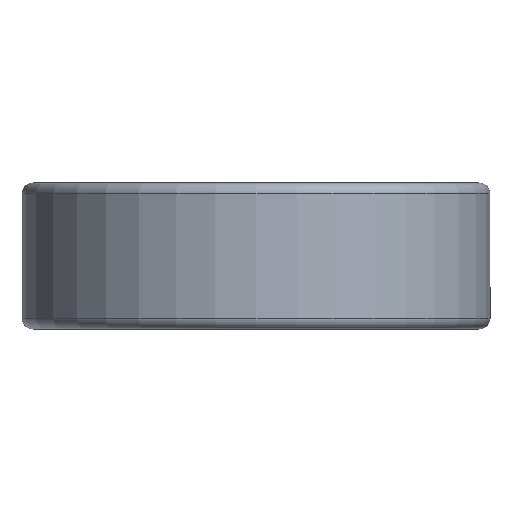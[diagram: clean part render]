
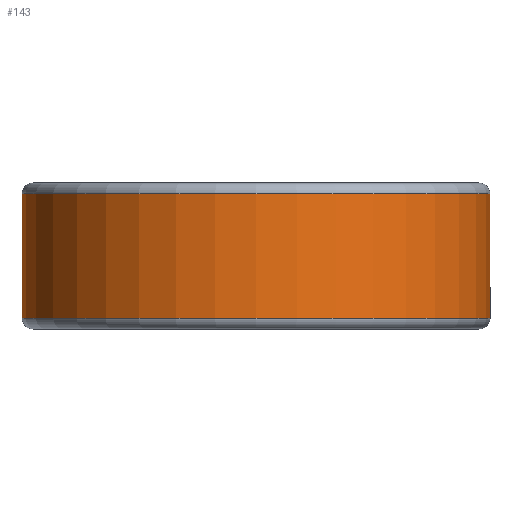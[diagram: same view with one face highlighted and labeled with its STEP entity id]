
A CAD part, front view. The second image highlights one B-rep face of the part: STEP entity #143.
In plain terms, the highlighted cylindrical face has radius 6.35 mm (diameter 12.7 mm), a partial arc.
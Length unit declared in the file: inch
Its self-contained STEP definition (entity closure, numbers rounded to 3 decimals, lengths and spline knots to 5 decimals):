
#143 = ADVANCED_FACE ( 'NONE', ( #8411 ), #460, .T. ) ;
#382 = AXIS2_PLACEMENT_3D ( 'NONE', #3398, #3492, #1916 ) ;
#460 = CYLINDRICAL_SURFACE ( 'NONE', #5177, 0.25 ) ;
#955 = CARTESIAN_POINT ( 'NONE',  ( -0.25, 0., -0.06632 ) ) ;
#1632 = ORIENTED_EDGE ( 'NONE', *, *, #17984, .T. ) ;
#1916 = DIRECTION ( 'NONE',  ( 1., 0., 0. ) ) ;
#2076 = CARTESIAN_POINT ( 'NONE',  ( -0.25, 0., 0.07812 ) ) ;
#2122 = VERTEX_POINT ( 'NONE', #19035 ) ;
#2357 = EDGE_CURVE ( 'NONE', #9776, #2122, #17399, .T. ) ;
#3214 = ORIENTED_EDGE ( 'NONE', *, *, #8295, .T. ) ;
#3398 = CARTESIAN_POINT ( 'NONE',  ( 0., 0., 0.06632 ) ) ;
#3492 = DIRECTION ( 'NONE',  ( 0., 0., 1. ) ) ;
#4276 = VECTOR ( 'NONE', #15117, 39.37008 ) ;
#4462 = DIRECTION ( 'NONE',  ( 0., 0., 1. ) ) ;
#5177 = AXIS2_PLACEMENT_3D ( 'NONE', #6830, #6420, #14556 ) ;
#5504 = DIRECTION ( 'NONE',  ( 0., 0., 1. ) ) ;
#6420 = DIRECTION ( 'NONE',  ( 0., 0., 1. ) ) ;
#6830 = CARTESIAN_POINT ( 'NONE',  ( 0., 0., 0.07812 ) ) ;
#7393 = LINE ( 'NONE', #18660, #11371 ) ;
#8295 = EDGE_CURVE ( 'NONE', #20595, #8696, #14677, .T. ) ;
#8411 = FACE_OUTER_BOUND ( 'NONE', #12643, .T. ) ;
#8435 = CARTESIAN_POINT ( 'NONE',  ( 0., 0., -0.06632 ) ) ;
#8465 = ORIENTED_EDGE ( 'NONE', *, *, #15362, .F. ) ;
#8696 = VERTEX_POINT ( 'NONE', #20539 ) ;
#9776 = VERTEX_POINT ( 'NONE', #15510 ) ;
#10466 = ORIENTED_EDGE ( 'NONE', *, *, #2357, .F. ) ;
#11371 = VECTOR ( 'NONE', #4462, 39.37008 ) ;
#11659 = DIRECTION ( 'NONE',  ( 1., 0., 0. ) ) ;
#12643 = EDGE_LOOP ( 'NONE', ( #8465, #3214, #1632, #10466 ) ) ;
#13435 = LINE ( 'NONE', #2076, #4276 ) ;
#14556 = DIRECTION ( 'NONE',  ( 1., 0., 0. ) ) ;
#14677 = CIRCLE ( 'NONE', #19349, 0.25 ) ;
#15117 = DIRECTION ( 'NONE',  ( 0., 0., 1. ) ) ;
#15362 = EDGE_CURVE ( 'NONE', #20595, #9776, #13435, .T. ) ;
#15510 = CARTESIAN_POINT ( 'NONE',  ( -0.25, 0., 0.06632 ) ) ;
#17399 = CIRCLE ( 'NONE', #382, 0.25 ) ;
#17984 = EDGE_CURVE ( 'NONE', #8696, #2122, #7393, .T. ) ;
#18660 = CARTESIAN_POINT ( 'NONE',  ( 0.25, 0., 0.07812 ) ) ;
#19035 = CARTESIAN_POINT ( 'NONE',  ( 0.25, 0., 0.06632 ) ) ;
#19349 = AXIS2_PLACEMENT_3D ( 'NONE', #8435, #5504, #11659 ) ;
#20539 = CARTESIAN_POINT ( 'NONE',  ( 0.25, 0., -0.06632 ) ) ;
#20595 = VERTEX_POINT ( 'NONE', #955 ) ;
